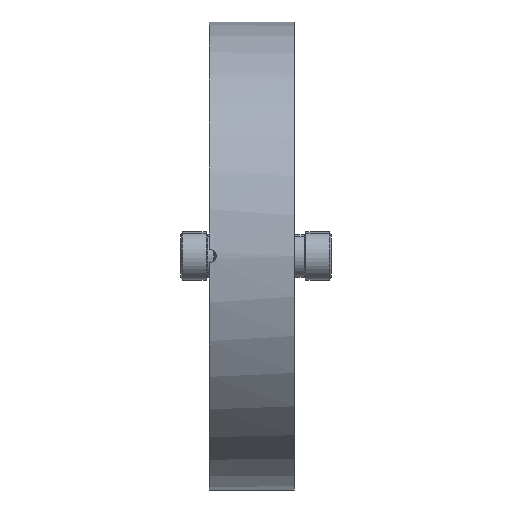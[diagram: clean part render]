
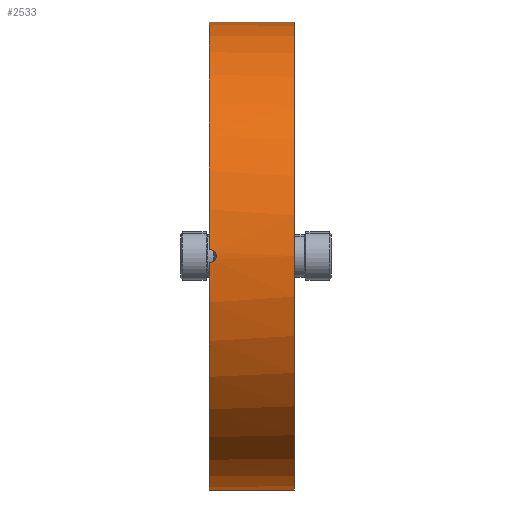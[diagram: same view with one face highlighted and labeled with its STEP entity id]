
A CAD part, left-side view. The second image highlights one B-rep face of the part: STEP entity #2533.
In plain terms, the highlighted cylindrical face has radius 34.95 mm (diameter 69.9 mm), a partial arc.
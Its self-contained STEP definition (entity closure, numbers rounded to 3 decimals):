
#11 = EDGE_CURVE ( 'NONE', #1007, #1811, #2517, .T. ) ;
#52 = CARTESIAN_POINT ( 'NONE',  ( -34.936, 0., 1. ) ) ;
#61 = CARTESIAN_POINT ( 'NONE',  ( -34.936, -0.264, -1. ) ) ;
#80 = CARTESIAN_POINT ( 'NONE',  ( 0., 0., -34.95 ) ) ;
#94 = EDGE_CURVE ( 'NONE', #2180, #1926, #1580, .T. ) ;
#256 = CARTESIAN_POINT ( 'NONE',  ( -34.939, -0.504, 0.874 ) ) ;
#326 = DIRECTION ( 'NONE',  ( 0., 1., 0. ) ) ;
#420 = LINE ( 'NONE', #460, #1927 ) ;
#444 = CARTESIAN_POINT ( 'NONE',  ( -34.945, -0.799, 0.615 ) ) ;
#448 = ORIENTED_EDGE ( 'NONE', *, *, #1198, .F. ) ;
#460 = CARTESIAN_POINT ( 'NONE',  ( 0., -12.7, -34.95 ) ) ;
#533 = CARTESIAN_POINT ( 'NONE',  ( 0., -12.7, 34.95 ) ) ;
#537 = EDGE_CURVE ( 'NONE', #1811, #903, #1340, .T. ) ;
#624 = CARTESIAN_POINT ( 'NONE',  ( 0., -12.7, 0. ) ) ;
#649 = CARTESIAN_POINT ( 'NONE',  ( -34.949, -0.974, 0.263 ) ) ;
#651 = DIRECTION ( 'NONE',  ( 0., 1., 0. ) ) ;
#759 = VECTOR ( 'NONE', #2499, 1000. ) ;
#814 = CARTESIAN_POINT ( 'NONE',  ( -34.936, 0., -1. ) ) ;
#817 = DIRECTION ( 'NONE',  ( 0., 0., 1. ) ) ;
#840 = CARTESIAN_POINT ( 'NONE',  ( -34.95, -1., -0.13 ) ) ;
#842 = ORIENTED_EDGE ( 'NONE', *, *, #94, .T. ) ;
#900 = EDGE_CURVE ( 'NONE', #1007, #2115, #420, .T. ) ;
#903 = VERTEX_POINT ( 'NONE', #2231 ) ;
#937 = ORIENTED_EDGE ( 'NONE', *, *, #900, .F. ) ;
#951 = FACE_OUTER_BOUND ( 'NONE', #1760, .T. ) ;
#984 = CIRCLE ( 'NONE', #1427, 34.95 ) ;
#1007 = VERTEX_POINT ( 'NONE', #2462 ) ;
#1038 = CARTESIAN_POINT ( 'NONE',  ( -34.947, -0.874, -0.503 ) ) ;
#1052 = AXIS2_PLACEMENT_3D ( 'NONE', #624, #2001, #817 ) ;
#1162 = ORIENTED_EDGE ( 'NONE', *, *, #537, .T. ) ;
#1198 = EDGE_CURVE ( 'NONE', #2180, #903, #1878, .T. ) ;
#1225 = CARTESIAN_POINT ( 'NONE',  ( -34.936, -0.132, 1. ) ) ;
#1231 = CARTESIAN_POINT ( 'NONE',  ( -34.939, -0.521, -0.893 ) ) ;
#1311 = DIRECTION ( 'NONE',  ( 0., 0., 1. ) ) ;
#1340 = LINE ( 'NONE', #533, #759 ) ;
#1347 = AXIS2_PLACEMENT_3D ( 'NONE', #1500, #326, #1693 ) ;
#1412 = EDGE_CURVE ( 'NONE', #2115, #1926, #984, .T. ) ;
#1424 = CARTESIAN_POINT ( 'NONE',  ( -34.936, -0.262, 0.974 ) ) ;
#1427 = AXIS2_PLACEMENT_3D ( 'NONE', #1822, #651, #2026 ) ;
#1432 = CARTESIAN_POINT ( 'NONE',  ( -34.936, 0., -1. ) ) ;
#1500 = CARTESIAN_POINT ( 'NONE',  ( 0., 0., 0. ) ) ;
#1569 = CARTESIAN_POINT ( 'NONE',  ( 0., -12.7, 34.95 ) ) ;
#1580 = B_SPLINE_CURVE_WITH_KNOTS ( 'NONE', 3,
 ( #52, #1225, #1424, #256, #1619, #444, #1820, #649, #2022, #840, #2215, #1038, #2409, #1231, #61, #1432 ),
 .UNSPECIFIED., .F., .F.,
 ( 4, 2, 2, 2, 2, 2, 2, 4 ),
 ( 0., 0., 0.001, 0.001, 0.002, 0.002, 0.002, 0.003 ),
 .UNSPECIFIED. ) ;
#1619 = CARTESIAN_POINT ( 'NONE',  ( -34.941, -0.615, 0.799 ) ) ;
#1693 = DIRECTION ( 'NONE',  ( 0., 0., 1. ) ) ;
#1760 = EDGE_LOOP ( 'NONE', ( #937, #1855, #1162, #448, #842, #1809 ) ) ;
#1809 = ORIENTED_EDGE ( 'NONE', *, *, #1412, .F. ) ;
#1811 = VERTEX_POINT ( 'NONE', #1569 ) ;
#1820 = CARTESIAN_POINT ( 'NONE',  ( -34.947, -0.874, 0.503 ) ) ;
#1822 = CARTESIAN_POINT ( 'NONE',  ( 0., 0., 0. ) ) ;
#1837 = DIRECTION ( 'NONE',  ( 0., 1., 0. ) ) ;
#1855 = ORIENTED_EDGE ( 'NONE', *, *, #11, .T. ) ;
#1878 = CIRCLE ( 'NONE', #1347, 34.95 ) ;
#1926 = VERTEX_POINT ( 'NONE', #814 ) ;
#1927 = VECTOR ( 'NONE', #1837, 1000. ) ;
#2001 = DIRECTION ( 'NONE',  ( 0., 1., 0. ) ) ;
#2022 = CARTESIAN_POINT ( 'NONE',  ( -34.95, -1., 0.131 ) ) ;
#2026 = DIRECTION ( 'NONE',  ( 0., 0., 1. ) ) ;
#2115 = VERTEX_POINT ( 'NONE', #80 ) ;
#2180 = VERTEX_POINT ( 'NONE', #2490 ) ;
#2215 = CARTESIAN_POINT ( 'NONE',  ( -34.949, -0.974, -0.261 ) ) ;
#2231 = CARTESIAN_POINT ( 'NONE',  ( 0., 0., 34.95 ) ) ;
#2255 = AXIS2_PLACEMENT_3D ( 'NONE', #2292, #2493, #1311 ) ;
#2292 = CARTESIAN_POINT ( 'NONE',  ( 0., -12.7, 0. ) ) ;
#2409 = CARTESIAN_POINT ( 'NONE',  ( -34.945, -0.801, -0.613 ) ) ;
#2453 = CYLINDRICAL_SURFACE ( 'NONE', #2255, 34.95 ) ;
#2462 = CARTESIAN_POINT ( 'NONE',  ( 0., -12.7, -34.95 ) ) ;
#2490 = CARTESIAN_POINT ( 'NONE',  ( -34.936, 0., 1. ) ) ;
#2493 = DIRECTION ( 'NONE',  ( 0., 1., 0. ) ) ;
#2499 = DIRECTION ( 'NONE',  ( 0., 1., 0. ) ) ;
#2517 = CIRCLE ( 'NONE', #1052, 34.95 ) ;
#2533 = ADVANCED_FACE ( 'NONE', ( #951 ), #2453, .T. ) ;
